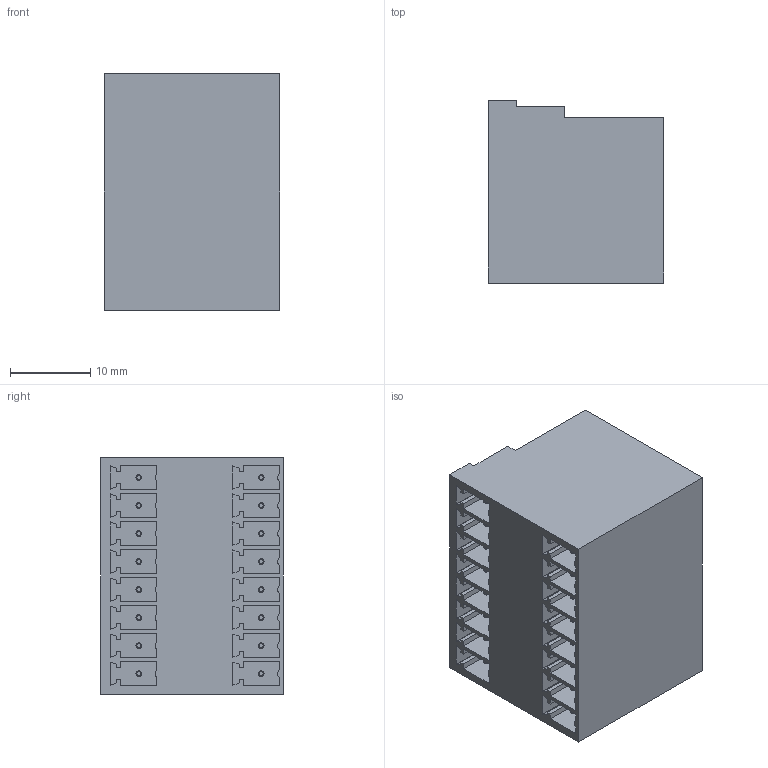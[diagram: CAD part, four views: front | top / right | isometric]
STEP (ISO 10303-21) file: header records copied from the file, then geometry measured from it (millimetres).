
FILE_DESCRIPTION (( 'STEP AP214' ), '1' );
FILE_NAME ('P-0329.STEP', '2018-07-03T12:12:14', ( '' ), ( '' ), 'SwSTEP 2.0', 'SolidWorks 2018', '' );
FILE_SCHEMA (( 'AUTOMOTIVE_DESIGN' ));
Length unit declared in the file: millimetre
Products named in the file (1): P-0329
Bounding box: 21.9 x 22.8 x 29.5 mm (x, y, z)
Volume: 12064.8 mm3; surface area: 5972.6 mm2
Topology: 1 solids, 1 shells, 330 faces, 856 edges, 560 vertices
Faces by surface type: plane 250, cylinder 48, cone 32
Entity records: 10866 total; most frequent: CARTESIAN_POINT 1747, ORIENTED_EDGE 1712, DIRECTION 1646, EDGE_CURVE 856, LINE 728, VECTOR 728, VERTEX_POINT 560, AXIS2_PLACEMENT_3D 459
